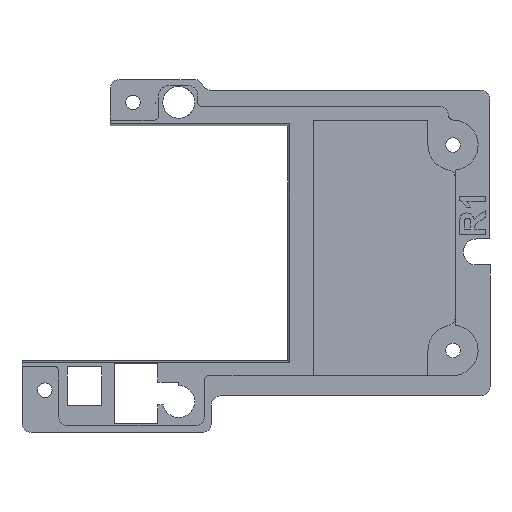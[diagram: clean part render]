
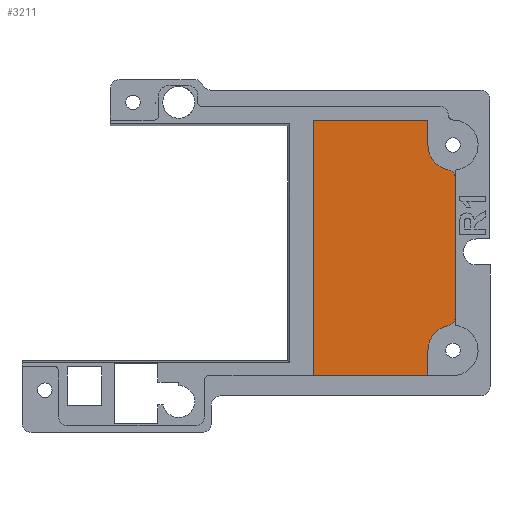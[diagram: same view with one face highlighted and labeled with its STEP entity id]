
A CAD part, left-side view. The second image highlights one B-rep face of the part: STEP entity #3211.
In plain terms, the highlighted planar face has unit normal (-1, 0, 0).
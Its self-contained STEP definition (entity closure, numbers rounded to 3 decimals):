
#90=CIRCLE('',#3382,5.5);
#118=CIRCLE('',#3442,2.);
#119=CIRCLE('',#3444,2.);
#120=CIRCLE('',#3445,5.5);
#329=FACE_OUTER_BOUND('',#506,.T.);
#506=EDGE_LOOP('',(#2573,#2574,#2575,#2576,#2577,#2578,#2579,#2580,#2581,
#2582));
#793=LINE('',#5337,#1128);
#799=LINE('',#5355,#1134);
#800=LINE('',#5361,#1135);
#801=LINE('',#5363,#1136);
#802=LINE('',#5365,#1137);
#803=LINE('',#5366,#1138);
#1128=VECTOR('',#4036,10.);
#1134=VECTOR('',#4056,10.);
#1135=VECTOR('',#4061,10.);
#1136=VECTOR('',#4062,10.);
#1137=VECTOR('',#4063,10.);
#1138=VECTOR('',#4064,10.);
#1433=VERTEX_POINT('',#5190);
#1435=VERTEX_POINT('',#5193);
#1476=VERTEX_POINT('',#5334);
#1480=VERTEX_POINT('',#5350);
#1481=VERTEX_POINT('',#5354);
#1482=VERTEX_POINT('',#5356);
#1483=VERTEX_POINT('',#5358);
#1484=VERTEX_POINT('',#5360);
#1485=VERTEX_POINT('',#5362);
#1486=VERTEX_POINT('',#5364);
#1803=EDGE_CURVE('',#1433,#1435,#90,.T.);
#1876=EDGE_CURVE('',#1435,#1476,#793,.T.);
#1884=EDGE_CURVE('',#1480,#1433,#118,.T.);
#1885=EDGE_CURVE('',#1481,#1480,#799,.T.);
#1886=EDGE_CURVE('',#1482,#1481,#119,.T.);
#1887=EDGE_CURVE('',#1483,#1482,#120,.T.);
#1888=EDGE_CURVE('',#1484,#1483,#800,.T.);
#1889=EDGE_CURVE('',#1485,#1484,#801,.T.);
#1890=EDGE_CURVE('',#1486,#1485,#802,.T.);
#1891=EDGE_CURVE('',#1476,#1486,#803,.T.);
#2573=ORIENTED_EDGE('',*,*,#1884,.F.);
#2574=ORIENTED_EDGE('',*,*,#1885,.F.);
#2575=ORIENTED_EDGE('',*,*,#1886,.F.);
#2576=ORIENTED_EDGE('',*,*,#1887,.F.);
#2577=ORIENTED_EDGE('',*,*,#1888,.F.);
#2578=ORIENTED_EDGE('',*,*,#1889,.F.);
#2579=ORIENTED_EDGE('',*,*,#1890,.F.);
#2580=ORIENTED_EDGE('',*,*,#1891,.F.);
#2581=ORIENTED_EDGE('',*,*,#1876,.F.);
#2582=ORIENTED_EDGE('',*,*,#1803,.F.);
#3072=PLANE('',#3443);
#3211=ADVANCED_FACE('',(#329),#3072,.F.);
#3382=AXIS2_PLACEMENT_3D('',#5194,#3879,#3880);
#3442=AXIS2_PLACEMENT_3D('',#5352,#4052,#4053);
#3443=AXIS2_PLACEMENT_3D('',#5353,#4054,#4055);
#3444=AXIS2_PLACEMENT_3D('',#5357,#4057,#4058);
#3445=AXIS2_PLACEMENT_3D('',#5359,#4059,#4060);
#3879=DIRECTION('center_axis',(-1.,0.,0.));
#3880=DIRECTION('ref_axis',(0.,-1.,0.));
#4036=DIRECTION('',(0.,0.,-1.));
#4052=DIRECTION('center_axis',(1.,0.,0.));
#4053=DIRECTION('ref_axis',(0.,-0.775,-0.632));
#4054=DIRECTION('center_axis',(1.,0.,0.));
#4055=DIRECTION('ref_axis',(0.,1.,0.));
#4056=DIRECTION('',(0.,0.,-1.));
#4057=DIRECTION('center_axis',(1.,0.,0.));
#4058=DIRECTION('ref_axis',(0.,-0.775,0.632));
#4059=DIRECTION('center_axis',(-1.,0.,0.));
#4060=DIRECTION('ref_axis',(0.,-1.,0.));
#4061=DIRECTION('',(0.,0.,-1.));
#4062=DIRECTION('',(0.,-1.,0.));
#4063=DIRECTION('',(0.,0.,1.));
#4064=DIRECTION('',(0.,1.,0.));
#5190=CARTESIAN_POINT('',(-648.331,17.699,584.573));
#5193=CARTESIAN_POINT('',(-648.331,22.099,579.184));
#5194=CARTESIAN_POINT('Origin',(-648.331,16.599,579.184));
#5334=CARTESIAN_POINT('',(-648.331,22.099,573.684));
#5337=CARTESIAN_POINT('',(-648.331,22.099,590.434));
#5350=CARTESIAN_POINT('',(-648.331,16.099,586.533));
#5352=CARTESIAN_POINT('Origin',(-648.331,18.099,586.533));
#5353=CARTESIAN_POINT('Origin',(-648.331,29.099,601.684));
#5354=CARTESIAN_POINT('',(-648.331,16.099,616.836));
#5355=CARTESIAN_POINT('',(-648.331,16.099,593.596));
#5356=CARTESIAN_POINT('',(-648.331,17.699,618.795));
#5357=CARTESIAN_POINT('Origin',(-648.331,18.099,616.836));
#5358=CARTESIAN_POINT('',(-648.331,22.099,624.184));
#5359=CARTESIAN_POINT('Origin',(-648.331,16.599,624.184));
#5360=CARTESIAN_POINT('',(-648.331,22.099,629.684));
#5361=CARTESIAN_POINT('',(-648.331,22.099,615.684));
#5362=CARTESIAN_POINT('',(-648.331,47.099,629.684));
#5363=CARTESIAN_POINT('',(-648.331,22.849,629.684));
#5364=CARTESIAN_POINT('',(-648.331,47.099,573.684));
#5365=CARTESIAN_POINT('',(-648.331,47.099,615.684));
#5366=CARTESIAN_POINT('',(-648.331,49.599,573.684));
